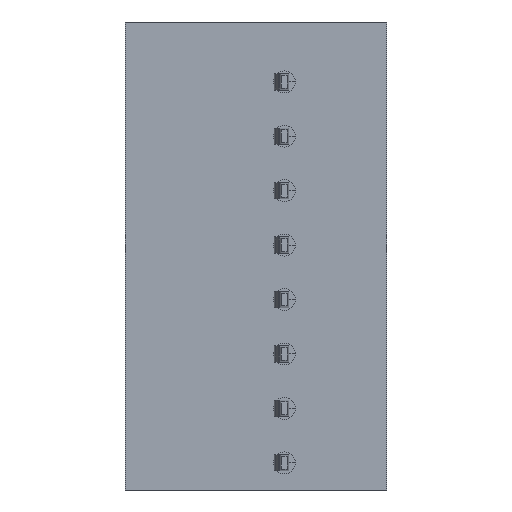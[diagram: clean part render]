
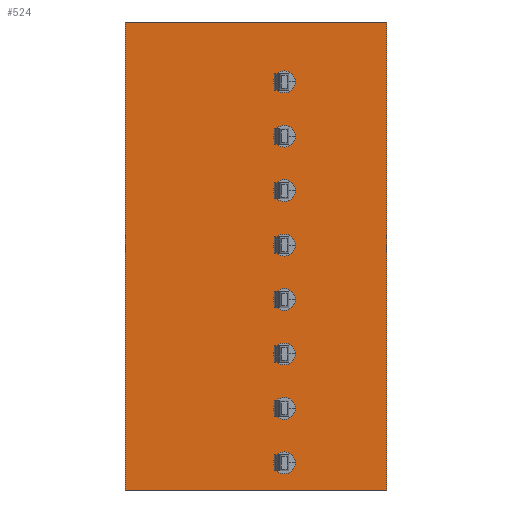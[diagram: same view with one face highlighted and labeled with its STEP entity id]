
A CAD part, front view. The second image highlights one B-rep face of the part: STEP entity #524.
In plain terms, the highlighted planar face has unit normal (0, -1, 0).
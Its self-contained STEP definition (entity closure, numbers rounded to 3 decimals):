
#524=ADVANCED_FACE('',(#1607,#1608,#1609,#1610,#1611,#1612,#1613,#1614,#1615),#1616,.T.);
#1607=FACE_OUTER_BOUND('',#2873,.T.);
#1608=FACE_BOUND('',#2874,.T.);
#1609=FACE_BOUND('',#2875,.T.);
#1610=FACE_BOUND('',#2876,.T.);
#1611=FACE_BOUND('',#2877,.T.);
#1612=FACE_BOUND('',#2878,.T.);
#1613=FACE_BOUND('',#2879,.T.);
#1614=FACE_BOUND('',#2880,.T.);
#1615=FACE_BOUND('',#2881,.T.);
#1616=PLANE('',#2882);
#2873=EDGE_LOOP('',(#6987,#6988,#6989,#6990));
#2874=EDGE_LOOP('',(#6991,#6992));
#2875=EDGE_LOOP('',(#6993,#6994));
#2876=EDGE_LOOP('',(#6995,#6996));
#2877=EDGE_LOOP('',(#6997,#6998));
#2878=EDGE_LOOP('',(#6999,#7000));
#2879=EDGE_LOOP('',(#7001,#7002));
#2880=EDGE_LOOP('',(#7003,#7004));
#2881=EDGE_LOOP('',(#7005,#7006));
#2882=AXIS2_PLACEMENT_3D('',#7007,#7008,#7009);
#6987=ORIENTED_EDGE('',*,*,#9869,.T.);
#6988=ORIENTED_EDGE('',*,*,#9908,.T.);
#6989=ORIENTED_EDGE('',*,*,#9086,.T.);
#6990=ORIENTED_EDGE('',*,*,#8761,.T.);
#6991=ORIENTED_EDGE('',*,*,#9909,.F.);
#6992=ORIENTED_EDGE('',*,*,#9910,.F.);
#6993=ORIENTED_EDGE('',*,*,#9831,.F.);
#6994=ORIENTED_EDGE('',*,*,#9911,.F.);
#6995=ORIENTED_EDGE('',*,*,#9912,.F.);
#6996=ORIENTED_EDGE('',*,*,#9506,.F.);
#6997=ORIENTED_EDGE('',*,*,#9913,.F.);
#6998=ORIENTED_EDGE('',*,*,#9433,.F.);
#6999=ORIENTED_EDGE('',*,*,#9914,.F.);
#7000=ORIENTED_EDGE('',*,*,#8623,.F.);
#7001=ORIENTED_EDGE('',*,*,#9047,.F.);
#7002=ORIENTED_EDGE('',*,*,#9915,.F.);
#7003=ORIENTED_EDGE('',*,*,#9246,.F.);
#7004=ORIENTED_EDGE('',*,*,#9916,.F.);
#7005=ORIENTED_EDGE('',*,*,#9917,.F.);
#7006=ORIENTED_EDGE('',*,*,#9918,.F.);
#7007=CARTESIAN_POINT('',(25.75,18.05,9.117));
#7008=DIRECTION('',(0.0,-1.0,0.0));
#7009=DIRECTION('',(0.0,0.0,-1.0));
#8623=EDGE_CURVE('',#10425,#10427,#10428,.T.);
#8761=EDGE_CURVE('',#10661,#10669,#10671,.T.);
#9047=EDGE_CURVE('',#11140,#11141,#11142,.T.);
#9086=EDGE_CURVE('',#11200,#10661,#11201,.T.);
#9246=EDGE_CURVE('',#11482,#11484,#11485,.T.);
#9433=EDGE_CURVE('',#11772,#11774,#11775,.T.);
#9506=EDGE_CURVE('',#11891,#11893,#11894,.T.);
#9831=EDGE_CURVE('',#12433,#12434,#12435,.T.);
#9869=EDGE_CURVE('',#10669,#12497,#12499,.T.);
#9908=EDGE_CURVE('',#12497,#11200,#12566,.T.);
#9909=EDGE_CURVE('',#12567,#12568,#12569,.T.);
#9910=EDGE_CURVE('',#12568,#12567,#12570,.T.);
#9911=EDGE_CURVE('',#12434,#12433,#12571,.T.);
#9912=EDGE_CURVE('',#11893,#11891,#12572,.T.);
#9913=EDGE_CURVE('',#11774,#11772,#12573,.T.);
#9914=EDGE_CURVE('',#10427,#10425,#12574,.T.);
#9915=EDGE_CURVE('',#11141,#11140,#12575,.T.);
#9916=EDGE_CURVE('',#11484,#11482,#12576,.T.);
#9917=EDGE_CURVE('',#12577,#12578,#12579,.T.);
#9918=EDGE_CURVE('',#12578,#12577,#12580,.T.);
#10425=VERTEX_POINT('',#13311);
#10427=VERTEX_POINT('',#13314);
#10428=CIRCLE('',#13315,0.5);
#10661=VERTEX_POINT('',#13674);
#10669=VERTEX_POINT('',#13686);
#10671=LINE('',#13689,#13690);
#11140=VERTEX_POINT('',#14707);
#11141=VERTEX_POINT('',#14708);
#11142=CIRCLE('',#14709,0.5);
#11200=VERTEX_POINT('',#14797);
#11201=LINE('',#14798,#14799);
#11482=VERTEX_POINT('',#15370);
#11484=VERTEX_POINT('',#15373);
#11485=CIRCLE('',#15374,0.5);
#11772=VERTEX_POINT('',#16001);
#11774=VERTEX_POINT('',#16004);
#11775=CIRCLE('',#16005,0.5);
#11891=VERTEX_POINT('',#16341);
#11893=VERTEX_POINT('',#16344);
#11894=CIRCLE('',#16345,0.5);
#12433=VERTEX_POINT('',#17324);
#12434=VERTEX_POINT('',#17325);
#12435=CIRCLE('',#17326,0.5);
#12497=VERTEX_POINT('',#17573);
#12499=LINE('',#17576,#17577);
#12566=LINE('',#17837,#17838);
#12567=VERTEX_POINT('',#17839);
#12568=VERTEX_POINT('',#17840);
#12569=CIRCLE('',#17841,0.5);
#12570=CIRCLE('',#17842,0.5);
#12571=CIRCLE('',#17843,0.5);
#12572=CIRCLE('',#17844,0.5);
#12573=CIRCLE('',#17845,0.5);
#12574=CIRCLE('',#17846,0.5);
#12575=CIRCLE('',#17847,0.5);
#12576=CIRCLE('',#17848,0.5);
#12577=VERTEX_POINT('',#17849);
#12578=VERTEX_POINT('',#17850);
#12579=CIRCLE('',#17851,0.5);
#12580=CIRCLE('',#17852,0.5);
#13311=CARTESIAN_POINT('',(20.85,18.05,25.4));
#13314=CARTESIAN_POINT('',(21.85,18.05,25.4));
#13315=AXIS2_PLACEMENT_3D('',#18715,#18716,#18717);
#13674=CARTESIAN_POINT('',(26.05,18.05,28.15));
#13686=CARTESIAN_POINT('',(14.05,18.05,28.15));
#13689=CARTESIAN_POINT('',(14.05,18.05,28.15));
#13690=VECTOR('',#18921,1.0);
#14707=CARTESIAN_POINT('',(20.85,18.05,22.9));
#14708=CARTESIAN_POINT('',(21.85,18.05,22.9));
#14709=AXIS2_PLACEMENT_3D('',#19347,#19348,#19349);
#14797=CARTESIAN_POINT('',(26.05,18.05,6.65));
#14798=CARTESIAN_POINT('',(26.05,18.05,7.72));
#14799=VECTOR('',#19404,1.0);
#15370=CARTESIAN_POINT('',(21.85,18.05,20.4));
#15373=CARTESIAN_POINT('',(20.85,18.05,20.4));
#15374=AXIS2_PLACEMENT_3D('',#19627,#19628,#19629);
#16001=CARTESIAN_POINT('',(20.85,18.05,17.9));
#16004=CARTESIAN_POINT('',(21.85,18.05,17.9));
#16005=AXIS2_PLACEMENT_3D('',#19899,#19900,#19901);
#16341=CARTESIAN_POINT('',(21.85,18.05,15.4));
#16344=CARTESIAN_POINT('',(20.85,18.05,15.4));
#16345=AXIS2_PLACEMENT_3D('',#20003,#20004,#20005);
#17324=CARTESIAN_POINT('',(20.85,18.05,12.9));
#17325=CARTESIAN_POINT('',(21.85,18.05,12.9));
#17326=AXIS2_PLACEMENT_3D('',#20491,#20492,#20493);
#17573=CARTESIAN_POINT('',(14.05,18.05,6.65));
#17576=CARTESIAN_POINT('',(14.05,18.05,7.72));
#17577=VECTOR('',#20539,1.0);
#17837=CARTESIAN_POINT('',(14.05,18.05,6.65));
#17838=VECTOR('',#20607,1.0);
#17839=CARTESIAN_POINT('',(21.85,18.05,7.9));
#17840=CARTESIAN_POINT('',(20.85,18.05,7.9));
#17841=AXIS2_PLACEMENT_3D('',#20608,#20609,#20610);
#17842=AXIS2_PLACEMENT_3D('',#20611,#20612,#20613);
#17843=AXIS2_PLACEMENT_3D('',#20614,#20615,#20616);
#17844=AXIS2_PLACEMENT_3D('',#20617,#20618,#20619);
#17845=AXIS2_PLACEMENT_3D('',#20620,#20621,#20622);
#17846=AXIS2_PLACEMENT_3D('',#20623,#20624,#20625);
#17847=AXIS2_PLACEMENT_3D('',#20626,#20627,#20628);
#17848=AXIS2_PLACEMENT_3D('',#20629,#20630,#20631);
#17849=CARTESIAN_POINT('',(21.85,18.05,10.4));
#17850=CARTESIAN_POINT('',(20.85,18.05,10.4));
#17851=AXIS2_PLACEMENT_3D('',#20632,#20633,#20634);
#17852=AXIS2_PLACEMENT_3D('',#20635,#20636,#20637);
#18715=CARTESIAN_POINT('',(21.35,18.05,25.4));
#18716=DIRECTION('',(0.0,-1.0,0.0));
#18717=DIRECTION('',(1.0,0.0,0.0));
#18921=DIRECTION('',(-1.0,0.0,0.0));
#19347=CARTESIAN_POINT('',(21.35,18.05,22.9));
#19348=DIRECTION('',(0.0,-1.0,0.0));
#19349=DIRECTION('',(1.0,0.0,0.0));
#19404=DIRECTION('',(0.0,0.0,1.0));
#19627=CARTESIAN_POINT('',(21.35,18.05,20.4));
#19628=DIRECTION('',(0.0,-1.0,0.0));
#19629=DIRECTION('',(1.0,0.0,0.0));
#19899=CARTESIAN_POINT('',(21.35,18.05,17.9));
#19900=DIRECTION('',(0.0,-1.0,0.0));
#19901=DIRECTION('',(1.0,0.0,0.0));
#20003=CARTESIAN_POINT('',(21.35,18.05,15.4));
#20004=DIRECTION('',(0.0,-1.0,0.0));
#20005=DIRECTION('',(1.0,0.0,0.0));
#20491=CARTESIAN_POINT('',(21.35,18.05,12.9));
#20492=DIRECTION('',(0.0,-1.0,0.0));
#20493=DIRECTION('',(1.0,0.0,0.0));
#20539=DIRECTION('',(0.0,0.0,-1.0));
#20607=DIRECTION('',(1.0,0.0,0.0));
#20608=CARTESIAN_POINT('',(21.35,18.05,7.9));
#20609=DIRECTION('',(0.0,-1.0,0.0));
#20610=DIRECTION('',(1.0,0.0,0.0));
#20611=CARTESIAN_POINT('',(21.35,18.05,7.9));
#20612=DIRECTION('',(0.0,-1.0,0.0));
#20613=DIRECTION('',(1.0,0.0,0.0));
#20614=CARTESIAN_POINT('',(21.35,18.05,12.9));
#20615=DIRECTION('',(0.0,-1.0,0.0));
#20616=DIRECTION('',(1.0,0.0,0.0));
#20617=CARTESIAN_POINT('',(21.35,18.05,15.4));
#20618=DIRECTION('',(0.0,-1.0,0.0));
#20619=DIRECTION('',(1.0,0.0,0.0));
#20620=CARTESIAN_POINT('',(21.35,18.05,17.9));
#20621=DIRECTION('',(0.0,-1.0,0.0));
#20622=DIRECTION('',(1.0,0.0,0.0));
#20623=CARTESIAN_POINT('',(21.35,18.05,25.4));
#20624=DIRECTION('',(0.0,-1.0,0.0));
#20625=DIRECTION('',(1.0,0.0,0.0));
#20626=CARTESIAN_POINT('',(21.35,18.05,22.9));
#20627=DIRECTION('',(0.0,-1.0,0.0));
#20628=DIRECTION('',(1.0,0.0,0.0));
#20629=CARTESIAN_POINT('',(21.35,18.05,20.4));
#20630=DIRECTION('',(0.0,-1.0,0.0));
#20631=DIRECTION('',(1.0,0.0,0.0));
#20632=CARTESIAN_POINT('',(21.35,18.05,10.4));
#20633=DIRECTION('',(0.0,-1.0,0.0));
#20634=DIRECTION('',(1.0,0.0,0.0));
#20635=CARTESIAN_POINT('',(21.35,18.05,10.4));
#20636=DIRECTION('',(0.0,-1.0,0.0));
#20637=DIRECTION('',(1.0,0.0,0.0));
